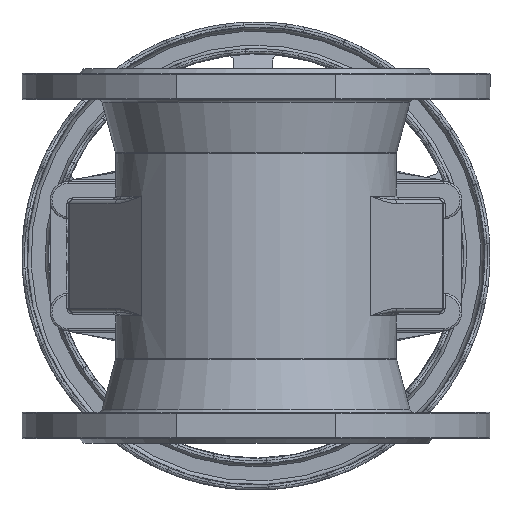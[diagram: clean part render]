
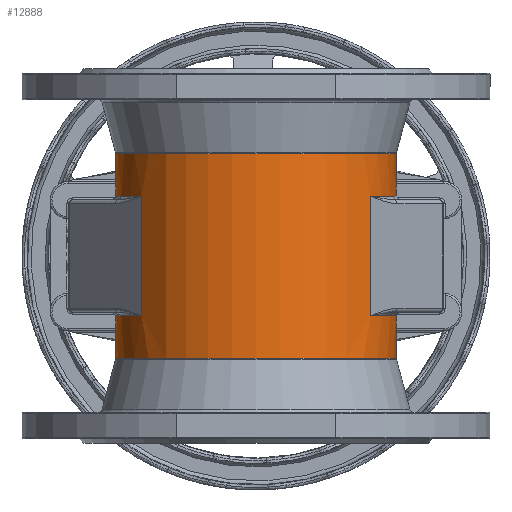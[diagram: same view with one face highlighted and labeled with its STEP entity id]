
A CAD part, front view. The second image highlights one B-rep face of the part: STEP entity #12888.
In plain terms, the highlighted cylindrical face has radius 75 mm (diameter 150 mm), a full revolution.
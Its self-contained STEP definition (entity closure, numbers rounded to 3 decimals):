
#1302=CYLINDRICAL_SURFACE('',#13848,75.);
#1530=LINE('',#18483,#2128);
#1531=LINE('',#18487,#2129);
#1532=LINE('',#18491,#2130);
#1533=LINE('',#18496,#2131);
#1534=LINE('',#18500,#2132);
#1535=LINE('',#18504,#2133);
#1536=LINE('',#18508,#2134);
#1537=LINE('',#18512,#2135);
#2128=VECTOR('',#15204,75.);
#2129=VECTOR('',#15207,10.);
#2130=VECTOR('',#15210,75.);
#2131=VECTOR('',#15215,10.);
#2132=VECTOR('',#15218,10.);
#2133=VECTOR('',#15221,10.);
#2134=VECTOR('',#15224,10.);
#2135=VECTOR('',#15227,10.);
#2746=FACE_OUTER_BOUND('',#3535,.T.);
#3535=EDGE_LOOP('',(#8215,#8216,#8217,#8218,#8219,#8220,#8221,#8222,#8223,
#8224,#8225,#8226,#8227,#8228,#8229,#8230,#8231,#8232,#8233,#8234,#8235));
#4411=CIRCLE('',#13843,75.);
#4412=CIRCLE('',#13844,75.);
#4415=CIRCLE('',#13849,75.);
#4416=CIRCLE('',#13850,75.);
#4417=CIRCLE('',#13851,75.);
#4418=CIRCLE('',#13852,75.);
#4419=CIRCLE('',#13853,75.);
#4420=CIRCLE('',#13854,75.);
#4421=CIRCLE('',#13855,75.);
#4422=CIRCLE('',#13856,75.);
#4423=CIRCLE('',#13857,75.);
#5080=VERTEX_POINT('',#18470);
#5081=VERTEX_POINT('',#18472);
#5084=VERTEX_POINT('',#18482);
#5085=VERTEX_POINT('',#18484);
#5086=VERTEX_POINT('',#18486);
#5087=VERTEX_POINT('',#18488);
#5088=VERTEX_POINT('',#18490);
#5089=VERTEX_POINT('',#18493);
#5090=VERTEX_POINT('',#18495);
#5091=VERTEX_POINT('',#18497);
#5092=VERTEX_POINT('',#18499);
#5093=VERTEX_POINT('',#18501);
#5094=VERTEX_POINT('',#18503);
#5095=VERTEX_POINT('',#18505);
#5096=VERTEX_POINT('',#18507);
#5097=VERTEX_POINT('',#18509);
#5098=VERTEX_POINT('',#18511);
#6269=EDGE_CURVE('',#5080,#5081,#4411,.T.);
#6270=EDGE_CURVE('',#5081,#5080,#4412,.T.);
#6274=EDGE_CURVE('',#5081,#5084,#1530,.T.);
#6275=EDGE_CURVE('',#5084,#5085,#4415,.T.);
#6276=EDGE_CURVE('',#5086,#5085,#1531,.T.);
#6277=EDGE_CURVE('',#5087,#5086,#4416,.T.);
#6278=EDGE_CURVE('',#5087,#5088,#1532,.T.);
#6279=EDGE_CURVE('',#5088,#5088,#4417,.T.);
#6280=EDGE_CURVE('',#5089,#5087,#4418,.T.);
#6281=EDGE_CURVE('',#5090,#5089,#1533,.T.);
#6282=EDGE_CURVE('',#5091,#5090,#4419,.T.);
#6283=EDGE_CURVE('',#5092,#5091,#1534,.T.);
#6284=EDGE_CURVE('',#5093,#5092,#4420,.T.);
#6285=EDGE_CURVE('',#5093,#5094,#1535,.T.);
#6286=EDGE_CURVE('',#5094,#5095,#4421,.T.);
#6287=EDGE_CURVE('',#5095,#5096,#1536,.T.);
#6288=EDGE_CURVE('',#5096,#5097,#4422,.T.);
#6289=EDGE_CURVE('',#5097,#5098,#1537,.T.);
#6290=EDGE_CURVE('',#5098,#5084,#4423,.T.);
#8215=ORIENTED_EDGE('',*,*,#6270,.F.);
#8216=ORIENTED_EDGE('',*,*,#6274,.T.);
#8217=ORIENTED_EDGE('',*,*,#6275,.T.);
#8218=ORIENTED_EDGE('',*,*,#6276,.F.);
#8219=ORIENTED_EDGE('',*,*,#6277,.F.);
#8220=ORIENTED_EDGE('',*,*,#6278,.T.);
#8221=ORIENTED_EDGE('',*,*,#6279,.F.);
#8222=ORIENTED_EDGE('',*,*,#6278,.F.);
#8223=ORIENTED_EDGE('',*,*,#6280,.F.);
#8224=ORIENTED_EDGE('',*,*,#6281,.F.);
#8225=ORIENTED_EDGE('',*,*,#6282,.F.);
#8226=ORIENTED_EDGE('',*,*,#6283,.F.);
#8227=ORIENTED_EDGE('',*,*,#6284,.F.);
#8228=ORIENTED_EDGE('',*,*,#6285,.T.);
#8229=ORIENTED_EDGE('',*,*,#6286,.T.);
#8230=ORIENTED_EDGE('',*,*,#6287,.T.);
#8231=ORIENTED_EDGE('',*,*,#6288,.T.);
#8232=ORIENTED_EDGE('',*,*,#6289,.T.);
#8233=ORIENTED_EDGE('',*,*,#6290,.T.);
#8234=ORIENTED_EDGE('',*,*,#6274,.F.);
#8235=ORIENTED_EDGE('',*,*,#6269,.F.);
#12888=ADVANCED_FACE('',(#2746),#1302,.T.);
#13843=AXIS2_PLACEMENT_3D('',#18473,#15191,#15192);
#13844=AXIS2_PLACEMENT_3D('',#18474,#15193,#15194);
#13848=AXIS2_PLACEMENT_3D('',#18481,#15202,#15203);
#13849=AXIS2_PLACEMENT_3D('',#18485,#15205,#15206);
#13850=AXIS2_PLACEMENT_3D('',#18489,#15208,#15209);
#13851=AXIS2_PLACEMENT_3D('',#18492,#15211,#15212);
#13852=AXIS2_PLACEMENT_3D('',#18494,#15213,#15214);
#13853=AXIS2_PLACEMENT_3D('',#18498,#15216,#15217);
#13854=AXIS2_PLACEMENT_3D('',#18502,#15219,#15220);
#13855=AXIS2_PLACEMENT_3D('',#18506,#15222,#15223);
#13856=AXIS2_PLACEMENT_3D('',#18510,#15225,#15226);
#13857=AXIS2_PLACEMENT_3D('',#18513,#15228,#15229);
#15191=DIRECTION('center_axis',(0.,0.,-1.));
#15192=DIRECTION('ref_axis',(-1.,0.,0.));
#15193=DIRECTION('center_axis',(0.,0.,-1.));
#15194=DIRECTION('ref_axis',(-1.,0.,0.));
#15202=DIRECTION('center_axis',(0.,0.,-1.));
#15203=DIRECTION('ref_axis',(-1.,0.,0.));
#15204=DIRECTION('',(0.,0.,1.));
#15205=DIRECTION('center_axis',(0.,0.,-1.));
#15206=DIRECTION('ref_axis',(0.954,0.301,0.));
#15207=DIRECTION('',(0.,0.,-1.));
#15208=DIRECTION('center_axis',(0.,0.,-1.));
#15209=DIRECTION('ref_axis',(0.954,0.301,0.));
#15210=DIRECTION('',(0.,0.,1.));
#15211=DIRECTION('center_axis',(0.,0.,1.));
#15212=DIRECTION('ref_axis',(-1.,0.,0.));
#15213=DIRECTION('center_axis',(0.,0.,-1.));
#15214=DIRECTION('ref_axis',(0.954,0.301,0.));
#15215=DIRECTION('',(0.,0.,-1.));
#15216=DIRECTION('center_axis',(0.,0.,-1.));
#15217=DIRECTION('ref_axis',(0.,1.,0.));
#15218=DIRECTION('',(0.,0.,1.));
#15219=DIRECTION('center_axis',(0.,0.,-1.));
#15220=DIRECTION('ref_axis',(-0.954,0.301,0.));
#15221=DIRECTION('',(0.,0.,-1.));
#15222=DIRECTION('center_axis',(0.,0.,-1.));
#15223=DIRECTION('ref_axis',(-0.954,0.301,0.));
#15224=DIRECTION('',(0.,0.,-1.));
#15225=DIRECTION('center_axis',(0.,0.,-1.));
#15226=DIRECTION('ref_axis',(0.,1.,0.));
#15227=DIRECTION('',(0.,0.,1.));
#15228=DIRECTION('center_axis',(0.,0.,-1.));
#15229=DIRECTION('ref_axis',(0.954,0.301,0.));
#18470=CARTESIAN_POINT('',(-75.,0.,-151.737));
#18472=CARTESIAN_POINT('',(75.,0.,-151.737));
#18473=CARTESIAN_POINT('Origin',(0.,0.,-151.737));
#18474=CARTESIAN_POINT('Origin',(0.,0.,-151.737));
#18481=CARTESIAN_POINT('Origin',(0.,0.,-19.));
#18482=CARTESIAN_POINT('',(75.,0.,-129.));
#18483=CARTESIAN_POINT('',(75.,0.,-19.));
#18484=CARTESIAN_POINT('',(61.031,-43.592,-129.));
#18485=CARTESIAN_POINT('Origin',(0.,0.,-129.));
#18486=CARTESIAN_POINT('',(61.031,-43.592,-65.));
#18487=CARTESIAN_POINT('',(61.031,-43.592,-19.));
#18488=CARTESIAN_POINT('',(75.,0.,-65.));
#18489=CARTESIAN_POINT('Origin',(0.,0.,-65.));
#18490=CARTESIAN_POINT('',(75.,0.,-42.263));
#18491=CARTESIAN_POINT('',(75.,0.,-19.));
#18492=CARTESIAN_POINT('Origin',(0.,0.,-42.263));
#18493=CARTESIAN_POINT('',(26.299,70.238,-65.));
#18494=CARTESIAN_POINT('Origin',(0.,0.,-65.));
#18495=CARTESIAN_POINT('',(26.299,70.238,-57.5));
#18496=CARTESIAN_POINT('',(26.299,70.238,-19.));
#18497=CARTESIAN_POINT('',(-26.299,70.238,-57.5));
#18498=CARTESIAN_POINT('Origin',(0.,0.,-57.5));
#18499=CARTESIAN_POINT('',(-26.299,70.238,-65.));
#18500=CARTESIAN_POINT('',(-26.299,70.238,-19.));
#18501=CARTESIAN_POINT('',(-61.031,-43.592,-65.));
#18502=CARTESIAN_POINT('Origin',(0.,0.,-65.));
#18503=CARTESIAN_POINT('',(-61.031,-43.592,-129.));
#18504=CARTESIAN_POINT('',(-61.031,-43.592,-19.));
#18505=CARTESIAN_POINT('',(-26.299,70.238,-129.));
#18506=CARTESIAN_POINT('Origin',(0.,0.,-129.));
#18507=CARTESIAN_POINT('',(-26.299,70.238,-136.5));
#18508=CARTESIAN_POINT('',(-26.299,70.238,-175.));
#18509=CARTESIAN_POINT('',(26.299,70.238,-136.5));
#18510=CARTESIAN_POINT('Origin',(0.,0.,-136.5));
#18511=CARTESIAN_POINT('',(26.299,70.238,-129.));
#18512=CARTESIAN_POINT('',(26.299,70.238,-175.));
#18513=CARTESIAN_POINT('Origin',(0.,0.,-129.));
